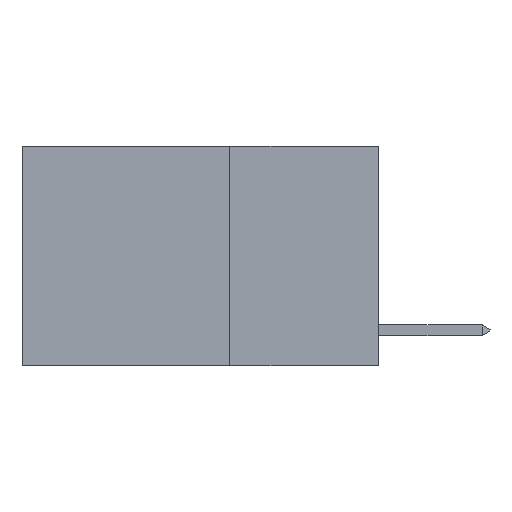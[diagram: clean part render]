
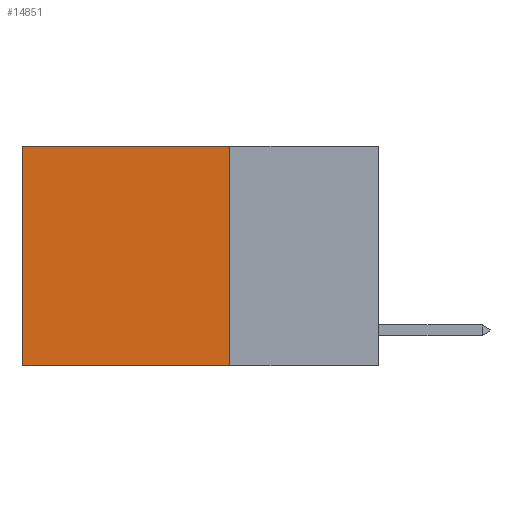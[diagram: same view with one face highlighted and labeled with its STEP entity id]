
A CAD part, left-side view. The second image highlights one B-rep face of the part: STEP entity #14851.
In plain terms, the highlighted planar face has unit normal (-1, 0, 0).
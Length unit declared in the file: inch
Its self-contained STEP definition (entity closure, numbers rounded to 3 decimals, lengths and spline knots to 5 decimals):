
#2565 = VECTOR ( 'NONE', #25374, 39.37008 ) ;
#2654 = VECTOR ( 'NONE', #9962, 39.37008 ) ;
#2665 = CARTESIAN_POINT ( 'NONE',  ( 0.2625, 0.25, 0. ) ) ;
#2697 = EDGE_LOOP ( 'NONE', ( #4907, #24361, #3250, #19300 ) ) ;
#3250 = ORIENTED_EDGE ( 'NONE', *, *, #22622, .F. ) ;
#4090 = CARTESIAN_POINT ( 'NONE',  ( 0.2625, 0.25, 0. ) ) ;
#4907 = ORIENTED_EDGE ( 'NONE', *, *, #19336, .T. ) ;
#5494 = EDGE_CURVE ( 'NONE', #7705, #19794, #13023, .T. ) ;
#5606 = CARTESIAN_POINT ( 'NONE',  ( 0.2625, 0.25, -0.37 ) ) ;
#5652 = VERTEX_POINT ( 'NONE', #11675 ) ;
#6408 = DIRECTION ( 'NONE',  ( 1., 0., 0. ) ) ;
#7235 = CARTESIAN_POINT ( 'NONE',  ( 0.2625, 0.25, 0. ) ) ;
#7705 = VERTEX_POINT ( 'NONE', #5606 ) ;
#9597 = CARTESIAN_POINT ( 'NONE',  ( 0.2625, 0.6, -0.37 ) ) ;
#9962 = DIRECTION ( 'NONE',  ( 0., 0., -1. ) ) ;
#11602 = VECTOR ( 'NONE', #24772, 39.37008 ) ;
#11675 = CARTESIAN_POINT ( 'NONE',  ( 0.2625, 0.6, 0. ) ) ;
#13023 = LINE ( 'NONE', #22483, #11602 ) ;
#14303 = VECTOR ( 'NONE', #21154, 39.37008 ) ;
#14469 = VERTEX_POINT ( 'NONE', #2665 ) ;
#14851 = ADVANCED_FACE ( 'NONE', ( #27199 ), #17722, .F. ) ;
#15007 = LINE ( 'NONE', #16686, #14303 ) ;
#15620 = AXIS2_PLACEMENT_3D ( 'NONE', #4090, #6408, #22276 ) ;
#16246 = LINE ( 'NONE', #28026, #2654 ) ;
#16686 = CARTESIAN_POINT ( 'NONE',  ( 0.2625, 0.6, 0. ) ) ;
#17722 = PLANE ( 'NONE',  #15620 ) ;
#19300 = ORIENTED_EDGE ( 'NONE', *, *, #23910, .T. ) ;
#19336 = EDGE_CURVE ( 'NONE', #5652, #19794, #15007, .T. ) ;
#19794 = VERTEX_POINT ( 'NONE', #9597 ) ;
#21154 = DIRECTION ( 'NONE',  ( 0., 0., -1. ) ) ;
#22276 = DIRECTION ( 'NONE',  ( 0., 0., -1. ) ) ;
#22483 = CARTESIAN_POINT ( 'NONE',  ( 0.2625, 0.25, -0.37 ) ) ;
#22622 = EDGE_CURVE ( 'NONE', #14469, #7705, #16246, .T. ) ;
#23910 = EDGE_CURVE ( 'NONE', #14469, #5652, #26792, .T. ) ;
#24361 = ORIENTED_EDGE ( 'NONE', *, *, #5494, .F. ) ;
#24772 = DIRECTION ( 'NONE',  ( 0., 1., 0. ) ) ;
#25374 = DIRECTION ( 'NONE',  ( 0., 1., 0. ) ) ;
#26792 = LINE ( 'NONE', #7235, #2565 ) ;
#27199 = FACE_OUTER_BOUND ( 'NONE', #2697, .T. ) ;
#28026 = CARTESIAN_POINT ( 'NONE',  ( 0.2625, 0.25, 0. ) ) ;
